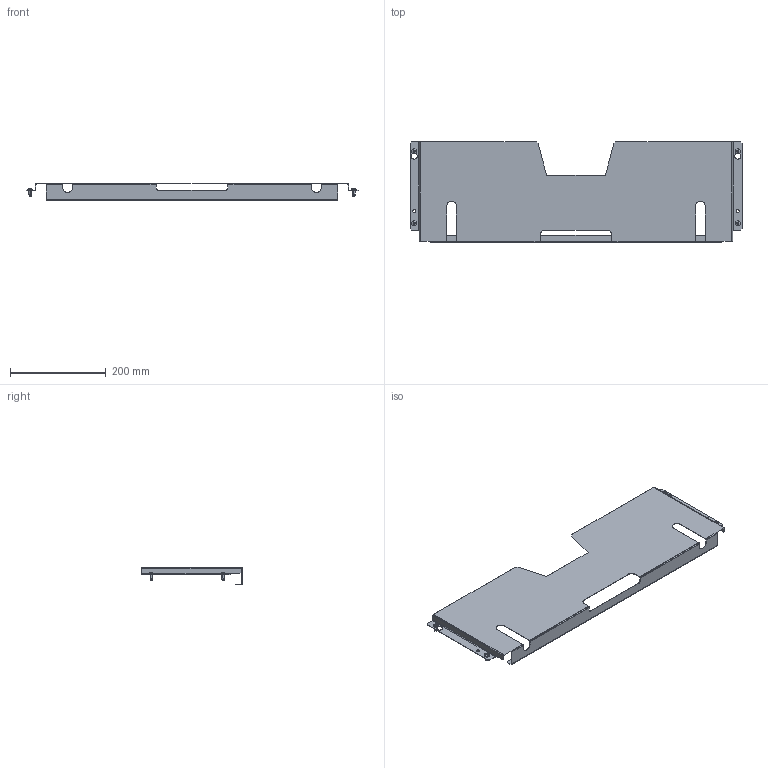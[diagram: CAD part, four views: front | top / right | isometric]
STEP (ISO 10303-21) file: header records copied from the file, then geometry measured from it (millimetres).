
FILE_DESCRIPTION (( 'STEP AP203' ), '1' );
FILE_NAME ('U6940227105 Êàðìàí äëÿ äîêóìåíòàöèè íà äâåðü 00.80 (000.801.694).STEP', '2022-04-26T10:44:09', ( '' ), ( '' ), 'SwSTEP 2.0', 'SolidWorks 2017', '' );
FILE_SCHEMA (( 'CONFIG_CONTROL_DESIGN' ));
Length unit declared in the file: millimetre
Products named in the file (3): Âèíò DIN 7500 C TORX_Œ5å12; 040-216 Êàðìàí äëÿ äîêóìåíòàöèè_00; U6940227105 Êàðìàí äëÿ äîêóìåíòàöèè íà äâåðü 00.80 (000.801.694)
Assembly tree (5 placements, depth 2):
  U6940227105 Êàðìàí äëÿ äîêóìåíòàöèè íà äâåðü 00.80 (000.801.694)
    040-216 Êàðìàí äëÿ äîêóìåíòàöèè_00
    Âèíò DIN 7500 C TORX_Œ5å12  x4
Bounding box: 692.5 x 210 x 35 mm (x, y, z)
Volume: 128385.5 mm3; surface area: 320860 mm2
Topology: 5 solids, 5 shells, 290 faces, 766 edges, 484 vertices
Faces by surface type: plane 156, cylinder 110, cone 16, sphere 8
Entity records: 5499 total; most frequent: CARTESIAN_POINT 989, DIRECTION 877, ORIENTED_EDGE 860, EDGE_CURVE 430, AXIS2_PLACEMENT_3D 296, LINE 285, VECTOR 285, VERTEX_POINT 262
